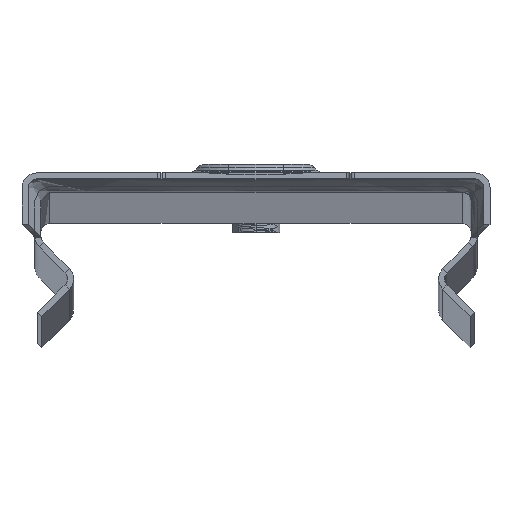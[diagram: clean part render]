
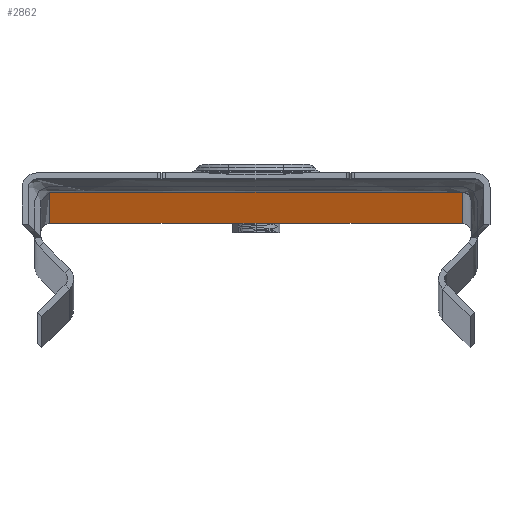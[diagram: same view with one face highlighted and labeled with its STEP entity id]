
A CAD part, top view. The second image highlights one B-rep face of the part: STEP entity #2862.
In plain terms, the highlighted planar face has unit normal (0, -1, 0).
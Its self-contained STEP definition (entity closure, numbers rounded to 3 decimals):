
#44 = DIRECTION ( 'NONE',  ( -1., 0., 0. ) ) ;
#276 = FACE_BOUND ( 'NONE', #4257, .T. ) ;
#278 = EDGE_CURVE ( 'NONE', #5488, #3529, #1835, .T. ) ;
#300 = ORIENTED_EDGE ( 'NONE', *, *, #5278, .T. ) ;
#351 = CARTESIAN_POINT ( 'NONE',  ( 11.061, 0., -2068.854 ) ) ;
#378 = ORIENTED_EDGE ( 'NONE', *, *, #7407, .T. ) ;
#402 = DIRECTION ( 'NONE',  ( 1., 0., 0. ) ) ;
#432 = LINE ( 'NONE', #483, #7148 ) ;
#483 = CARTESIAN_POINT ( 'NONE',  ( 25., 0., -2068.5 ) ) ;
#507 = AXIS2_PLACEMENT_3D ( 'NONE', #1040, #5301, #1651 ) ;
#529 = EDGE_CURVE ( 'NONE', #3529, #3191, #432, .T. ) ;
#674 = VERTEX_POINT ( 'NONE', #2449 ) ;
#679 = AXIS2_PLACEMENT_3D ( 'NONE', #5599, #5652, #5705 ) ;
#859 = ORIENTED_EDGE ( 'NONE', *, *, #5123, .T. ) ;
#913 = EDGE_CURVE ( 'NONE', #3191, #674, #2993, .T. ) ;
#916 = CIRCLE ( 'NONE', #2617, 7.3 ) ;
#1040 = CARTESIAN_POINT ( 'NONE',  ( 0., 0., -2055. ) ) ;
#1063 = DIRECTION ( 'NONE',  ( 1., 0., 0. ) ) ;
#1086 = CARTESIAN_POINT ( 'NONE',  ( 7.3, 0., -2055. ) ) ;
#1090 = CARTESIAN_POINT ( 'NONE',  ( 25., 0., 0. ) ) ;
#1132 = CIRCLE ( 'NONE', #1716, 0.5 ) ;
#1208 = VERTEX_POINT ( 'NONE', #3696 ) ;
#1364 = LINE ( 'NONE', #2631, #2119 ) ;
#1400 = DIRECTION ( 'NONE',  ( 0., 0., 1. ) ) ;
#1432 = CARTESIAN_POINT ( 'NONE',  ( -24., 0., -2069. ) ) ;
#1601 = VERTEX_POINT ( 'NONE', #4050 ) ;
#1651 = DIRECTION ( 'NONE',  ( -1., 0., 0. ) ) ;
#1664 = LINE ( 'NONE', #1090, #6723 ) ;
#1682 = ORIENTED_EDGE ( 'NONE', *, *, #913, .T. ) ;
#1716 = AXIS2_PLACEMENT_3D ( 'NONE', #2291, #6490, #2909 ) ;
#1835 = CIRCLE ( 'NONE', #7018, 0.5 ) ;
#1866 = EDGE_CURVE ( 'NONE', #7282, #7607, #2685, .T. ) ;
#1955 = VERTEX_POINT ( 'NONE', #7338 ) ;
#2065 = DIRECTION ( 'NONE',  ( 0., -1., 0. ) ) ;
#2119 = VECTOR ( 'NONE', #2606, 1000. ) ;
#2134 = CARTESIAN_POINT ( 'NONE',  ( -11.207, 0., -2069. ) ) ;
#2291 = CARTESIAN_POINT ( 'NONE',  ( 11.414, 0., -2068.5 ) ) ;
#2310 = ORIENTED_EDGE ( 'NONE', *, *, #4057, .F. ) ;
#2449 = CARTESIAN_POINT ( 'NONE',  ( 10.854, 0., -2068.646 ) ) ;
#2484 = LINE ( 'NONE', #1432, #3810 ) ;
#2545 = VECTOR ( 'NONE', #3371, 1000. ) ;
#2547 = ORIENTED_EDGE ( 'NONE', *, *, #5098, .T. ) ;
#2562 = EDGE_CURVE ( 'NONE', #7282, #1955, #2484, .T. ) ;
#2564 = CARTESIAN_POINT ( 'NONE',  ( -10.854, 0., -2068.646 ) ) ;
#2604 = LINE ( 'NONE', #2134, #2545 ) ;
#2606 = DIRECTION ( 'NONE',  ( 1., 0., 0. ) ) ;
#2617 = AXIS2_PLACEMENT_3D ( 'NONE', #7213, #3659, #44 ) ;
#2631 = CARTESIAN_POINT ( 'NONE',  ( 25., 0., -2069. ) ) ;
#2659 = ORIENTED_EDGE ( 'NONE', *, *, #1866, .T. ) ;
#2685 = LINE ( 'NONE', #6677, #6707 ) ;
#2862 = ADVANCED_FACE ( 'NONE', ( #276, #6324 ), #5976, .T. ) ;
#2868 = CARTESIAN_POINT ( 'NONE',  ( 10.5, 0., -2068.5 ) ) ;
#2909 = DIRECTION ( 'NONE',  ( 0., 0., -1. ) ) ;
#2993 = CIRCLE ( 'NONE', #679, 0.5 ) ;
#3014 = CARTESIAN_POINT ( 'NONE',  ( 11.207, 0., -2069. ) ) ;
#3102 = ORIENTED_EDGE ( 'NONE', *, *, #6450, .T. ) ;
#3179 = CARTESIAN_POINT ( 'NONE',  ( -11.061, 0., -2068.854 ) ) ;
#3186 = LINE ( 'NONE', #3014, #7190 ) ;
#3191 = VERTEX_POINT ( 'NONE', #2868 ) ;
#3371 = DIRECTION ( 'NONE',  ( 0.707, 0., 0.707 ) ) ;
#3517 = CARTESIAN_POINT ( 'NONE',  ( -11.414, 0., -2069. ) ) ;
#3529 = VERTEX_POINT ( 'NONE', #6358 ) ;
#3602 = LINE ( 'NONE', #6584, #5573 ) ;
#3659 = DIRECTION ( 'NONE',  ( 0., 1., 0. ) ) ;
#3696 = CARTESIAN_POINT ( 'NONE',  ( 11.414, 0., -2069. ) ) ;
#3810 = VECTOR ( 'NONE', #1400, 1000. ) ;
#3812 = VERTEX_POINT ( 'NONE', #3179 ) ;
#4050 = CARTESIAN_POINT ( 'NONE',  ( -7.3, 0., -2055. ) ) ;
#4057 = EDGE_CURVE ( 'NONE', #1955, #6535, #1664, .T. ) ;
#4178 = EDGE_LOOP ( 'NONE', ( #300, #859, #6704, #7527, #2310, #7384, #2659, #3102, #378, #6735, #6525, #1682 ) ) ;
#4232 = DIRECTION ( 'NONE',  ( 0.707, 0., -0.707 ) ) ;
#4257 = EDGE_LOOP ( 'NONE', ( #2547, #6265 ) ) ;
#4310 = EDGE_CURVE ( 'NONE', #5266, #6535, #3602, .T. ) ;
#4608 = EDGE_CURVE ( 'NONE', #1208, #5266, #1364, .T. ) ;
#5098 = EDGE_CURVE ( 'NONE', #1601, #6857, #5197, .T. ) ;
#5123 = EDGE_CURVE ( 'NONE', #7344, #1208, #1132, .T. ) ;
#5197 = CIRCLE ( 'NONE', #507, 7.3 ) ;
#5266 = VERTEX_POINT ( 'NONE', #5428 ) ;
#5278 = EDGE_CURVE ( 'NONE', #674, #7344, #3186, .T. ) ;
#5301 = DIRECTION ( 'NONE',  ( 0., 1., 0. ) ) ;
#5390 = DIRECTION ( 'NONE',  ( 0., 0., -1. ) ) ;
#5428 = CARTESIAN_POINT ( 'NONE',  ( 24., 0., -2069. ) ) ;
#5488 = VERTEX_POINT ( 'NONE', #2564 ) ;
#5511 = DIRECTION ( 'NONE',  ( 0., -1., 0. ) ) ;
#5573 = VECTOR ( 'NONE', #6529, 1000. ) ;
#5599 = CARTESIAN_POINT ( 'NONE',  ( 10.5, 0., -2069. ) ) ;
#5652 = DIRECTION ( 'NONE',  ( 0., 1., 0. ) ) ;
#5705 = DIRECTION ( 'NONE',  ( 0., 0., 1. ) ) ;
#5715 = CARTESIAN_POINT ( 'NONE',  ( -24., 0., -2069. ) ) ;
#5720 = CARTESIAN_POINT ( 'NONE',  ( -11.414, 0., -2068.5 ) ) ;
#5724 = CARTESIAN_POINT ( 'NONE',  ( 25., 0., -2069. ) ) ;
#5893 = AXIS2_PLACEMENT_3D ( 'NONE', #5720, #2065, #6315 ) ;
#5976 = PLANE ( 'NONE',  #6011 ) ;
#6011 = AXIS2_PLACEMENT_3D ( 'NONE', #5724, #5511, #5390 ) ;
#6049 = EDGE_CURVE ( 'NONE', #6857, #1601, #916, .T. ) ;
#6265 = ORIENTED_EDGE ( 'NONE', *, *, #6049, .T. ) ;
#6315 = DIRECTION ( 'NONE',  ( 0., 0., -1. ) ) ;
#6324 = FACE_OUTER_BOUND ( 'NONE', #4178, .T. ) ;
#6358 = CARTESIAN_POINT ( 'NONE',  ( -10.5, 0., -2068.5 ) ) ;
#6450 = EDGE_CURVE ( 'NONE', #7607, #3812, #7015, .T. ) ;
#6490 = DIRECTION ( 'NONE',  ( 0., -1., 0. ) ) ;
#6525 = ORIENTED_EDGE ( 'NONE', *, *, #529, .T. ) ;
#6529 = DIRECTION ( 'NONE',  ( 0., 0., 1. ) ) ;
#6535 = VERTEX_POINT ( 'NONE', #6871 ) ;
#6584 = CARTESIAN_POINT ( 'NONE',  ( 24., 0., -2069. ) ) ;
#6677 = CARTESIAN_POINT ( 'NONE',  ( 25., 0., -2069. ) ) ;
#6704 = ORIENTED_EDGE ( 'NONE', *, *, #4608, .T. ) ;
#6707 = VECTOR ( 'NONE', #7211, 1000. ) ;
#6723 = VECTOR ( 'NONE', #1063, 1000. ) ;
#6735 = ORIENTED_EDGE ( 'NONE', *, *, #278, .T. ) ;
#6857 = VERTEX_POINT ( 'NONE', #1086 ) ;
#6871 = CARTESIAN_POINT ( 'NONE',  ( 24., 0., 0. ) ) ;
#6980 = CARTESIAN_POINT ( 'NONE',  ( -10.5, 0., -2069. ) ) ;
#7004 = DIRECTION ( 'NONE',  ( 0., 1., 0. ) ) ;
#7015 = CIRCLE ( 'NONE', #5893, 0.5 ) ;
#7018 = AXIS2_PLACEMENT_3D ( 'NONE', #6980, #7004, #7032 ) ;
#7032 = DIRECTION ( 'NONE',  ( 0., 0., 1. ) ) ;
#7148 = VECTOR ( 'NONE', #402, 1000. ) ;
#7190 = VECTOR ( 'NONE', #4232, 1000. ) ;
#7211 = DIRECTION ( 'NONE',  ( 1., 0., 0. ) ) ;
#7213 = CARTESIAN_POINT ( 'NONE',  ( 0., 0., -2055. ) ) ;
#7282 = VERTEX_POINT ( 'NONE', #5715 ) ;
#7338 = CARTESIAN_POINT ( 'NONE',  ( -24., 0., 0. ) ) ;
#7344 = VERTEX_POINT ( 'NONE', #351 ) ;
#7384 = ORIENTED_EDGE ( 'NONE', *, *, #2562, .F. ) ;
#7407 = EDGE_CURVE ( 'NONE', #3812, #5488, #2604, .T. ) ;
#7527 = ORIENTED_EDGE ( 'NONE', *, *, #4310, .T. ) ;
#7607 = VERTEX_POINT ( 'NONE', #3517 ) ;
